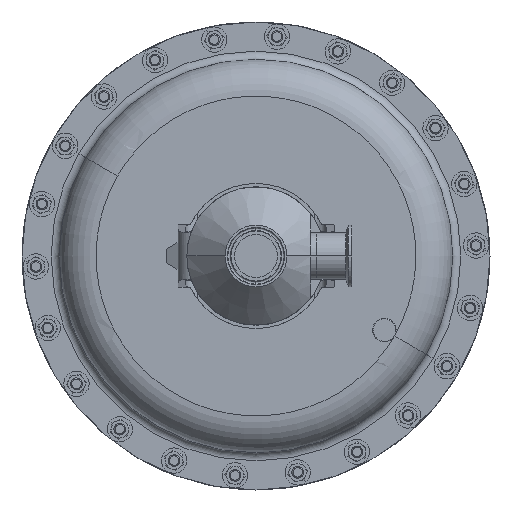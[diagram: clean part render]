
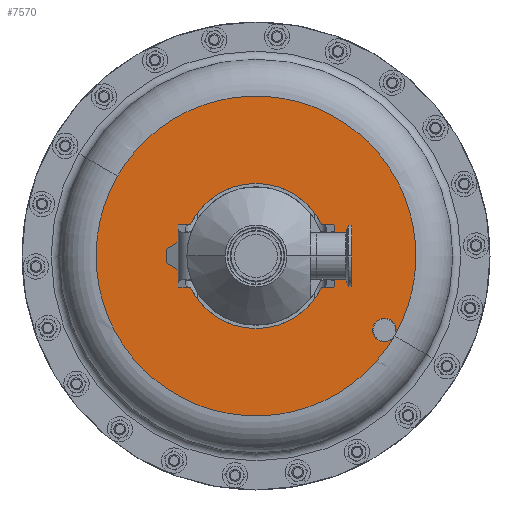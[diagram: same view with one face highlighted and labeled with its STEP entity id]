
A CAD part, front view. The second image highlights one B-rep face of the part: STEP entity #7570.
In plain terms, the highlighted planar face has unit normal (0, -1, 0).
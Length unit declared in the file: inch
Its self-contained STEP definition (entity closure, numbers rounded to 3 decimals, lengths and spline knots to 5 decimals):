
#728 = CARTESIAN_POINT ( 'NONE',  ( 4.13428, 9.66, -2.74943 ) ) ;
#760 = VERTEX_POINT ( 'NONE', #21567 ) ;
#811 = CIRCLE ( 'NONE', #41776, 2.325 ) ;
#1490 = DIRECTION ( 'NONE',  ( 0., -1., 0. ) ) ;
#2912 = FACE_BOUND ( 'NONE', #29391, .T. ) ;
#3107 = DIRECTION ( 'NONE',  ( 0., -1., 0. ) ) ;
#3206 = CARTESIAN_POINT ( 'NONE',  ( 4.11362, 9.66, -2.375 ) ) ;
#3829 = AXIS2_PLACEMENT_3D ( 'NONE', #20322, #24080, #38348 ) ;
#4231 = ORIENTED_EDGE ( 'NONE', *, *, #24943, .T. ) ;
#7570 = ADVANCED_FACE ( 'NONE', ( #2912, #9371 ), #27535, .T. ) ;
#9255 = ORIENTED_EDGE ( 'NONE', *, *, #36590, .F. ) ;
#9371 = FACE_OUTER_BOUND ( 'NONE', #23195, .T. ) ;
#10502 = CARTESIAN_POINT ( 'NONE',  ( 4.43838, 9.66, -2.5625 ) ) ;
#11002 = EDGE_CURVE ( 'NONE', #31093, #32385, #43750, .T. ) ;
#11919 = AXIS2_PLACEMENT_3D ( 'NONE', #33278, #29513, #36577 ) ;
#13570 = CIRCLE ( 'NONE', #23830, 5.125 ) ;
#13614 = CIRCLE ( 'NONE', #32159, 0.375 ) ;
#14001 = EDGE_CURVE ( 'NONE', #47796, #32880, #37082, .T. ) ;
#15008 = EDGE_CURVE ( 'NONE', #32880, #47796, #13570, .T. ) ;
#15075 = ORIENTED_EDGE ( 'NONE', *, *, #11002, .F. ) ;
#15687 = AXIS2_PLACEMENT_3D ( 'NONE', #42043, #34327, #38764 ) ;
#16359 = ORIENTED_EDGE ( 'NONE', *, *, #35346, .T. ) ;
#16571 = CARTESIAN_POINT ( 'NONE',  ( -4.43838, 9.66, 2.5625 ) ) ;
#16981 = DIRECTION ( 'NONE',  ( 0.055, 0., -0.998 ) ) ;
#17894 = EDGE_CURVE ( 'NONE', #20895, #760, #13614, .T. ) ;
#20322 = CARTESIAN_POINT ( 'NONE',  ( -2.5625, 9.66, -4.43838 ) ) ;
#20895 = VERTEX_POINT ( 'NONE', #728 ) ;
#21285 = DIRECTION ( 'NONE',  ( 0., 0., -1. ) ) ;
#21567 = CARTESIAN_POINT ( 'NONE',  ( 4.09296, 9.66, -2.00057 ) ) ;
#21890 = ORIENTED_EDGE ( 'NONE', *, *, #15008, .F. ) ;
#23187 = CIRCLE ( 'NONE', #11919, 0.375 ) ;
#23195 = EDGE_LOOP ( 'NONE', ( #21890, #16359, #27708, #4231, #38001 ) ) ;
#23421 = DIRECTION ( 'NONE',  ( 0.866, 0., -0.5 ) ) ;
#23830 = AXIS2_PLACEMENT_3D ( 'NONE', #42097, #45376, #23421 ) ;
#23922 = CARTESIAN_POINT ( 'NONE',  ( 0., 9.66, 0. ) ) ;
#24080 = DIRECTION ( 'NONE',  ( 0., -1., 0. ) ) ;
#24805 = DIRECTION ( 'NONE',  ( 0., 1., 0. ) ) ;
#24943 = EDGE_CURVE ( 'NONE', #760, #32880, #30306, .T. ) ;
#27535 = PLANE ( 'NONE',  #3829 ) ;
#27708 = ORIENTED_EDGE ( 'NONE', *, *, #17894, .T. ) ;
#28492 = CARTESIAN_POINT ( 'NONE',  ( 0., 9.66, 2.325 ) ) ;
#28722 = AXIS2_PLACEMENT_3D ( 'NONE', #23922, #1490, #35231 ) ;
#29391 = EDGE_LOOP ( 'NONE', ( #15075, #9255 ) ) ;
#29513 = DIRECTION ( 'NONE',  ( 0., 1., 0. ) ) ;
#29652 = CARTESIAN_POINT ( 'NONE',  ( 0., 9.66, -2.325 ) ) ;
#30306 = CIRCLE ( 'NONE', #36300, 0.375 ) ;
#31093 = VERTEX_POINT ( 'NONE', #29652 ) ;
#32159 = AXIS2_PLACEMENT_3D ( 'NONE', #3206, #36479, #33180 ) ;
#32385 = VERTEX_POINT ( 'NONE', #28492 ) ;
#32880 = VERTEX_POINT ( 'NONE', #10502 ) ;
#32913 = CARTESIAN_POINT ( 'NONE',  ( 0., 9.66, 0. ) ) ;
#33180 = DIRECTION ( 'NONE',  ( 0.055, 0., -0.998 ) ) ;
#33278 = CARTESIAN_POINT ( 'NONE',  ( 4.11362, 9.66, -2.375 ) ) ;
#34327 = DIRECTION ( 'NONE',  ( 0., 1., 0. ) ) ;
#35231 = DIRECTION ( 'NONE',  ( 0., 0., -1. ) ) ;
#35346 = EDGE_CURVE ( 'NONE', #32880, #20895, #23187, .T. ) ;
#36300 = AXIS2_PLACEMENT_3D ( 'NONE', #43484, #24805, #16981 ) ;
#36479 = DIRECTION ( 'NONE',  ( 0., 1., 0. ) ) ;
#36577 = DIRECTION ( 'NONE',  ( 0.055, 0., -0.998 ) ) ;
#36590 = EDGE_CURVE ( 'NONE', #32385, #31093, #811, .T. ) ;
#37082 = CIRCLE ( 'NONE', #15687, 5.125 ) ;
#38001 = ORIENTED_EDGE ( 'NONE', *, *, #14001, .F. ) ;
#38348 = DIRECTION ( 'NONE',  ( -0.866, 0., 0.5 ) ) ;
#38764 = DIRECTION ( 'NONE',  ( 0.866, 0., -0.5 ) ) ;
#41776 = AXIS2_PLACEMENT_3D ( 'NONE', #32913, #3107, #21285 ) ;
#42043 = CARTESIAN_POINT ( 'NONE',  ( 0., 9.66, 0. ) ) ;
#42097 = CARTESIAN_POINT ( 'NONE',  ( 0., 9.66, 0. ) ) ;
#43484 = CARTESIAN_POINT ( 'NONE',  ( 4.11362, 9.66, -2.375 ) ) ;
#43750 = CIRCLE ( 'NONE', #28722, 2.325 ) ;
#45376 = DIRECTION ( 'NONE',  ( 0., 1., 0. ) ) ;
#47796 = VERTEX_POINT ( 'NONE', #16571 ) ;
